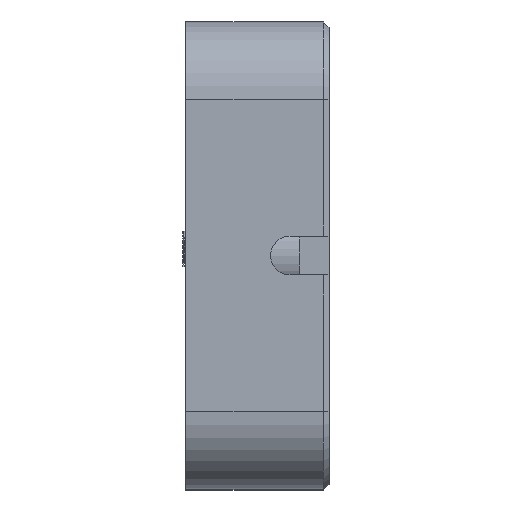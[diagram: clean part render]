
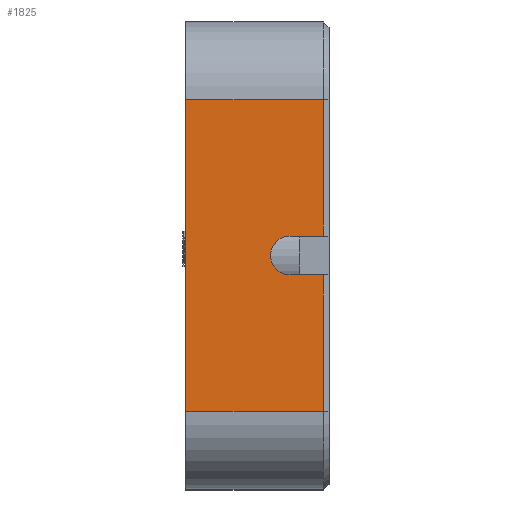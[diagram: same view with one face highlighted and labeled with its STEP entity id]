
A CAD part, top view. The second image highlights one B-rep face of the part: STEP entity #1825.
In plain terms, the highlighted planar face has unit normal (0, 0, 1).
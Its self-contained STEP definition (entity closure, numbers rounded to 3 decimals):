
#37=PLANE('',#1955);
#88=CIRCLE('',#1956,1.);
#172=FACE_OUTER_BOUND('',#280,.T.);
#280=EDGE_LOOP('',(#1330,#1331,#1332,#1333,#1334,#1335,#1336,#1337));
#452=LINE('',#3636,#600);
#458=LINE('',#3746,#606);
#459=LINE('',#3750,#607);
#460=LINE('',#3752,#608);
#461=LINE('',#3754,#609);
#462=LINE('',#3758,#610);
#463=LINE('',#3759,#611);
#600=VECTOR('',#2177,10.);
#606=VECTOR('',#2211,1.);
#607=VECTOR('',#2216,1.);
#608=VECTOR('',#2217,1.);
#609=VECTOR('',#2218,1.);
#610=VECTOR('',#2221,1.);
#611=VECTOR('',#2222,1.);
#780=VERTEX_POINT('',#3633);
#781=VERTEX_POINT('',#3635);
#797=VERTEX_POINT('',#3745);
#798=VERTEX_POINT('',#3749);
#799=VERTEX_POINT('',#3751);
#800=VERTEX_POINT('',#3753);
#801=VERTEX_POINT('',#3755);
#802=VERTEX_POINT('',#3757);
#992=EDGE_CURVE('',#781,#780,#452,.T.);
#1012=EDGE_CURVE('',#797,#781,#458,.T.);
#1014=EDGE_CURVE('',#798,#780,#459,.T.);
#1015=EDGE_CURVE('',#799,#798,#460,.T.);
#1016=EDGE_CURVE('',#799,#800,#461,.T.);
#1017=EDGE_CURVE('',#800,#801,#88,.T.);
#1018=EDGE_CURVE('',#801,#802,#462,.T.);
#1019=EDGE_CURVE('',#797,#802,#463,.T.);
#1330=ORIENTED_EDGE('',*,*,#992,.T.);
#1331=ORIENTED_EDGE('',*,*,#1014,.F.);
#1332=ORIENTED_EDGE('',*,*,#1015,.F.);
#1333=ORIENTED_EDGE('',*,*,#1016,.T.);
#1334=ORIENTED_EDGE('',*,*,#1017,.T.);
#1335=ORIENTED_EDGE('',*,*,#1018,.T.);
#1336=ORIENTED_EDGE('',*,*,#1019,.F.);
#1337=ORIENTED_EDGE('',*,*,#1012,.T.);
#1825=ADVANCED_FACE('',(#172),#37,.F.);
#1955=AXIS2_PLACEMENT_3D('',#3748,#2214,#2215);
#1956=AXIS2_PLACEMENT_3D('',#3756,#2219,#2220);
#2177=DIRECTION('',(0.,-1.,0.));
#2211=DIRECTION('',(-1.,0.,0.));
#2214=DIRECTION('center_axis',(0.,0.,-1.));
#2215=DIRECTION('ref_axis',(0.,-1.,0.));
#2216=DIRECTION('',(-1.,0.,0.));
#2217=DIRECTION('',(0.,-1.,0.));
#2218=DIRECTION('',(-1.,0.,0.));
#2219=DIRECTION('center_axis',(0.,0.,-1.));
#2220=DIRECTION('ref_axis',(0.,1.,0.));
#2221=DIRECTION('',(1.,0.,0.));
#2222=DIRECTION('',(0.,-1.,0.));
#3633=CARTESIAN_POINT('',(-3.95,-6.,18.));
#3635=CARTESIAN_POINT('',(-3.95,10.,18.));
#3636=CARTESIAN_POINT('',(-3.95,6.,18.));
#3745=CARTESIAN_POINT('',(3.1,10.,18.));
#3746=CARTESIAN_POINT('',(0.4,10.,18.));
#3748=CARTESIAN_POINT('Origin',(0.4,10.,18.));
#3749=CARTESIAN_POINT('',(3.1,-6.,18.));
#3750=CARTESIAN_POINT('',(0.4,-6.,18.));
#3751=CARTESIAN_POINT('',(3.1,1.,18.));
#3752=CARTESIAN_POINT('',(3.1,6.,18.));
#3753=CARTESIAN_POINT('',(1.4,1.,18.));
#3754=CARTESIAN_POINT('',(1.9,1.,18.));
#3755=CARTESIAN_POINT('',(1.4,3.,18.));
#3756=CARTESIAN_POINT('Origin',(1.4,2.,18.));
#3757=CARTESIAN_POINT('',(3.1,3.,18.));
#3758=CARTESIAN_POINT('',(0.9,3.,18.));
#3759=CARTESIAN_POINT('',(3.1,6.,18.));
